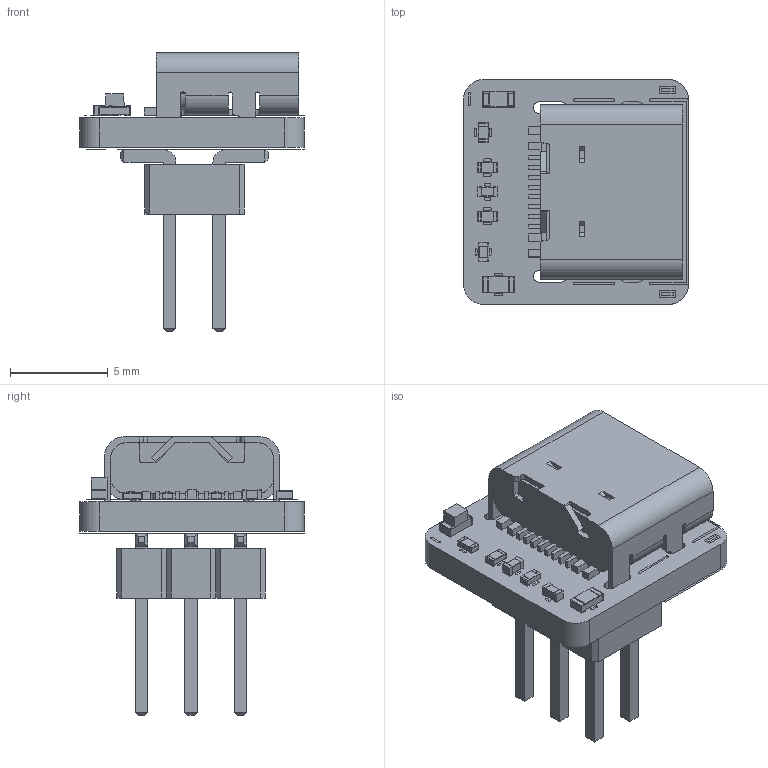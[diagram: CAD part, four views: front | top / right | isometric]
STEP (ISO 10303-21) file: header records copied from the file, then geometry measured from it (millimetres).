
FILE_DESCRIPTION(('KiCad electronic assembly'),'2;1');
FILE_NAME('STP_BrodBoost-Mini.step','2025-05-12T13:52:52',('Pcbnew'),( 'Kicad'),'Open CASCADE STEP processor 7.8','KiCad to STEP converter' ,'Unknown');
FILE_SCHEMA(('AUTOMOTIVE_DESIGN { 1 0 10303 214 1 1 1 1 }'));
Length unit declared in the file: millimetre
Products named in the file (9): STP_BrodBoost-Mini 1; Fuse_0603_1608Metric; C_0402_1005Metric; R_0402_1005Metric; LED_0603_1608Metric; Type-C 16P; PinHeader_2x03_P2.54mm_Vertical_SMD; BrodBoost-Mini_silkscreen; BrodBoost-Mini_PCB
Assembly tree (11 placements, depth 2):
  STP_BrodBoost-Mini 1
    Fuse_0603_1608Metric
    C_0402_1005Metric  x2
    R_0402_1005Metric  x3
    LED_0603_1608Metric
    Type-C 16P
    PinHeader_2x03_P2.54mm_Vertical_SMD
    BrodBoost-Mini_silkscreen
    BrodBoost-Mini_PCB
Bounding box: 11.5 x 11.5 x 14.26 mm (x, y, z)
Volume: 416.1 mm3; surface area: 1187.9 mm2
Topology: 10 solids, 45 shells, 687 faces, 2274 edges, 1663 vertices
Faces by surface type: plane 517, cylinder 166, torus 4
Full cylindrical faces by diameter (mm): 0.65 x2
Entity records: 26789 total; most frequent: CARTESIAN_POINT 4284, DIRECTION 3690, ORIENTED_EDGE 3629, EDGE_CURVE 2066, LINE 1672, VECTOR 1672, VERTEX_POINT 1527, AXIS2_PLACEMENT_3D 1009
